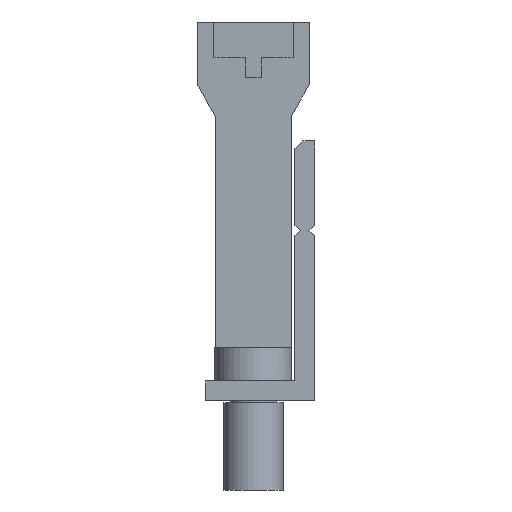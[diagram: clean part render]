
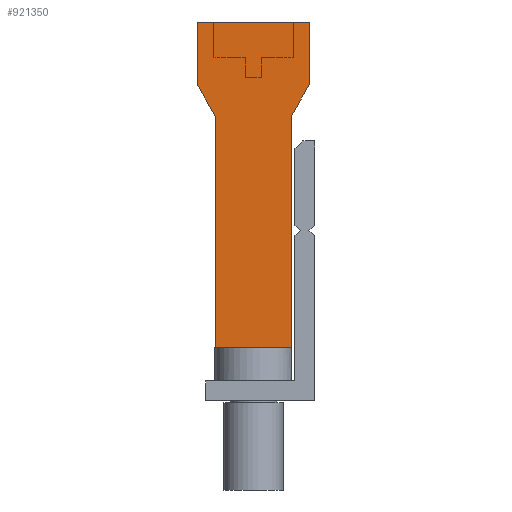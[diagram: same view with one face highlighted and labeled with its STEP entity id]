
A CAD part, left-side view. The second image highlights one B-rep face of the part: STEP entity #921350.
In plain terms, the highlighted face is planar.
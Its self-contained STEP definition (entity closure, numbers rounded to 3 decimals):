
#920010=CARTESIAN_POINT('',(77.038,-34.8,-613.45));
#920020=DIRECTION('',(0.,1.,0.));
#920030=VECTOR('',#920020,1.);
#920040=LINE('',#920010,#920030);
#920050=CARTESIAN_POINT('',(77.038,15.8,-613.45));
#920060=VERTEX_POINT('',#920050);
#920070=CARTESIAN_POINT('',(77.038,27.45,-613.45));
#920080=VERTEX_POINT('',#920070);
#920090=EDGE_CURVE('',#920060,#920080,#920040,.T.);
#920520=CARTESIAN_POINT('',(72.3,15.8,-613.45));
#920530=DIRECTION('',(1.,0.,0.));
#920540=VECTOR('',#920530,1.);
#920550=LINE('',#920520,#920540);
#920560=CARTESIAN_POINT('',(73.213,15.8,-613.45));
#920570=VERTEX_POINT('',#920560);
#920580=EDGE_CURVE('',#920570,#920060,#920550,.T.);
#920800=CARTESIAN_POINT('',(72.3,-34.8,-613.45));
#920810=DIRECTION('',(0.,0.,1.));
#920820=DIRECTION('',(1.,0.,0.));
#920830=AXIS2_PLACEMENT_3D('',#920800,#920810,#920820);
#920840=PLANE('',#920830);
#920850=CARTESIAN_POINT('',(73.213,-34.8,-613.45));
#920860=DIRECTION('',(0.,1.,0.));
#920870=VECTOR('',#920860,1.);
#920880=LINE('',#920850,#920870);
#920890=CARTESIAN_POINT('',(73.213,27.45,-613.45));
#920900=VERTEX_POINT('',#920890);
#920910=EDGE_CURVE('',#920570,#920900,#920880,.T.);
#920920=ORIENTED_EDGE('',*,*,#920910,.T.);
#920930=ORIENTED_EDGE('',*,*,#920580,.F.);
#920940=ORIENTED_EDGE('',*,*,#920090,.F.);
#920950=CARTESIAN_POINT('',(41.097,-34.8,-613.45));
#920960=DIRECTION('',(-0.5,-0.866,0.));
#920970=VECTOR('',#920960,1.);
#920980=LINE('',#920950,#920970);
#920990=CARTESIAN_POINT('',(77.95,29.03,-613.45));
#921000=VERTEX_POINT('',#920990);
#921010=EDGE_CURVE('',#921000,#920080,#920980,.T.);
#921020=ORIENTED_EDGE('',*,*,#921010,.T.);
#921030=CARTESIAN_POINT('',(77.95,-34.8,-613.45));
#921040=DIRECTION('',(0.,-1.,0.));
#921050=VECTOR('',#921040,1.);
#921060=LINE('',#921030,#921050);
#921070=CARTESIAN_POINT('',(77.95,32.2,-613.45));
#921080=VERTEX_POINT('',#921070);
#921090=EDGE_CURVE('',#921080,#921000,#921060,.T.);
#921100=ORIENTED_EDGE('',*,*,#921090,.T.);
#921110=CARTESIAN_POINT('',(72.3,32.2,-613.45));
#921120=DIRECTION('',(1.,0.,0.));
#921130=VECTOR('',#921120,1.);
#921140=LINE('',#921110,#921130);
#921150=CARTESIAN_POINT('',(72.3,32.2,-613.45));
#921160=VERTEX_POINT('',#921150);
#921170=EDGE_CURVE('',#921160,#921080,#921140,.T.);
#921180=ORIENTED_EDGE('',*,*,#921170,.T.);
#921190=CARTESIAN_POINT('',(72.3,-34.8,-613.45));
#921200=DIRECTION('',(0.,1.,0.));
#921210=VECTOR('',#921200,1.);
#921220=LINE('',#921190,#921210);
#921230=CARTESIAN_POINT('',(72.3,29.03,-613.45));
#921240=VERTEX_POINT('',#921230);
#921250=EDGE_CURVE('',#921240,#921160,#921220,.T.);
#921260=ORIENTED_EDGE('',*,*,#921250,.T.);
#921270=CARTESIAN_POINT('',(109.153,-34.8,-613.45));
#921280=DIRECTION('',(-0.5,0.866,0.));
#921290=VECTOR('',#921280,1.);
#921300=LINE('',#921270,#921290);
#921310=EDGE_CURVE('',#920900,#921240,#921300,.T.);
#921320=ORIENTED_EDGE('',*,*,#921310,.T.);
#921330=EDGE_LOOP('',(#921320,#921260,#921180,#921100,#921020,#920940,
#920930,#920920));
#921340=FACE_OUTER_BOUND('',#921330,.T.);
#921350=ADVANCED_FACE('',(#921340),#920840,.F.);
